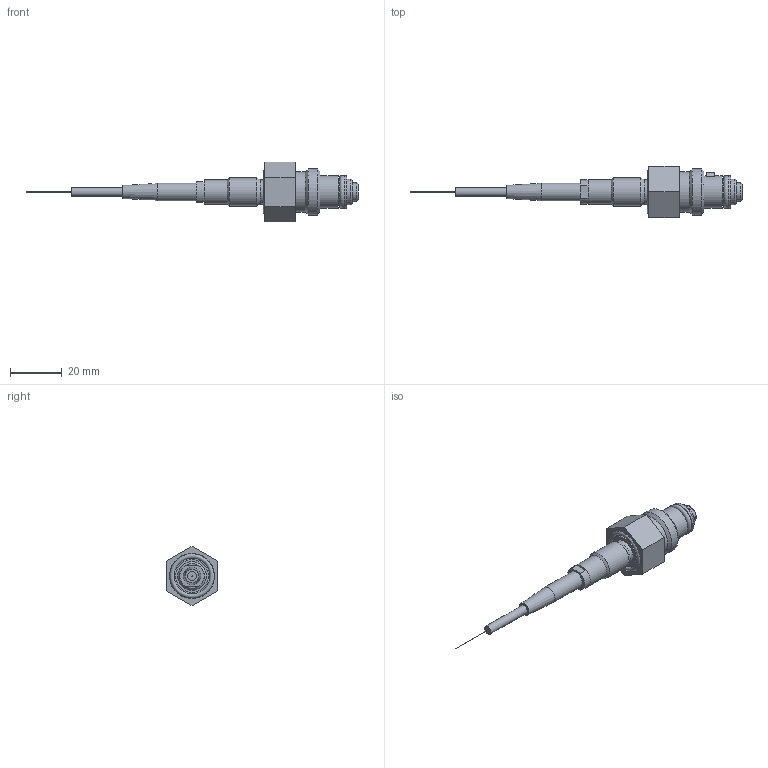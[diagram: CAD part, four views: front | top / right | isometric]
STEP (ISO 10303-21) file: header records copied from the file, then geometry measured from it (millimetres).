
FILE_DESCRIPTION(/* description */ (''),/* implementation_level */ '2;1');
FILE_NAME(/* name */ 'Single Fibre BCR Back Press 7-16-20 UNF - AISI316.stp',/* time_stamp */ '2019-10-21T15:21:01+02:00',/* author */ ('sh'),/* organization */ (''),/* preprocessor_version */ 'ST-DEVELOPER v17.2',/* originating_system */ 'Autodesk Inventor 2019',/* authorisation */ '');
FILE_SCHEMA (('AUTOMOTIVE_DESIGN { 1 0 10303 214 3 1 1 }'));
Length unit declared in the file: millimetre
Products named in the file (1): Single Fibre BCR Back Press 7-16-20 UNF - AISI316
Bounding box: 128.93 x 20 x 23.09 mm (x, y, z)
Volume: 10985.3 mm3; surface area: 5033.4 mm2
Topology: 2 solids, 3 shells, 86 faces, 226 edges, 159 vertices
Faces by surface type: plane 36, cylinder 32, torus 9, cone 9
Full cylindrical faces by diameter (mm): 0.05 x1, 1 x1, 2.8 x1, 3.3 x1, 3.5 x1, 6.8 x1, 7 x1, 7.391 x2, 8 x1, 8.3 x1, 9.5 x2, 10 x3, 11.113 x1, 12.5 x2, 12.65 x1, 15.7 x1, 17.45 x1, 18 x1
Entity records: 3023 total; most frequent: DIRECTION 540, CARTESIAN_POINT 540, ORIENTED_EDGE 452, AXIS2_PLACEMENT_3D 231, EDGE_CURVE 226, VERTEX_POINT 159, CIRCLE 144, EDGE_LOOP 109
